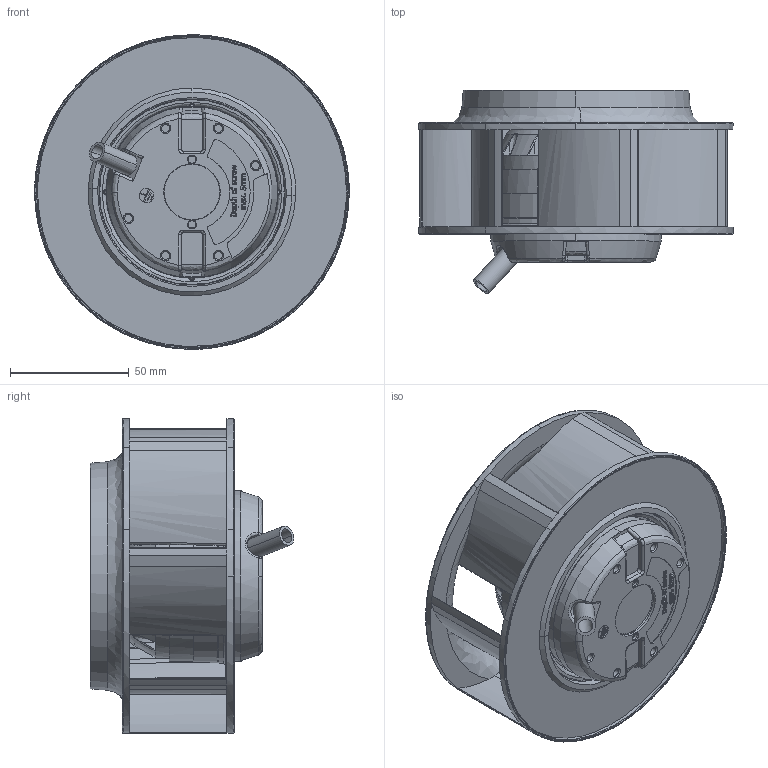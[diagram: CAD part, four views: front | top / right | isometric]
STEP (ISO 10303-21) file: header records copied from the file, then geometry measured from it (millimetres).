
FILE_DESCRIPTION (( 'STEP AP203' ), '1' );
FILE_NAME ('OAB13372.stp', '2022-12-08T22:49:02', ( '' ), ( '' ), 'SwSTEP 2.0', 'SolidWorks 2018', '' );
FILE_SCHEMA (( 'CONFIG_CONTROL_DESIGN' ));
Products named in the file (1): OAB13372
Bounding box: 132.6 x 85.76 x 132.6 mm (x, y, z)
Volume: 266223.3 mm3; surface area: 97596.6 mm2
Topology: 1 solids, 1 shells, 1039 faces, 2797 edges, 1809 vertices
Faces by surface type: bspline 673, plane 361, torus 5
Entity records: 63974 total; most frequent: CARTESIAN_POINT 42860, ORIENTED_EDGE 5592, EDGE_CURVE 2796, DIRECTION 2458, VERTEX_POINT 1809, B_SPLINE_CURVE_WITH_KNOTS 1307, EDGE_LOOP 1111, LINE 1070
